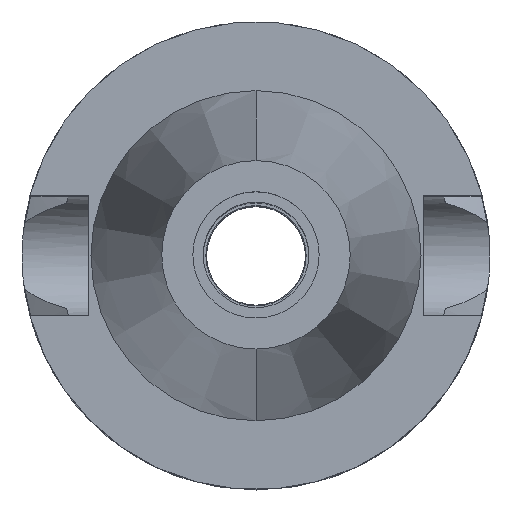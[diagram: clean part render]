
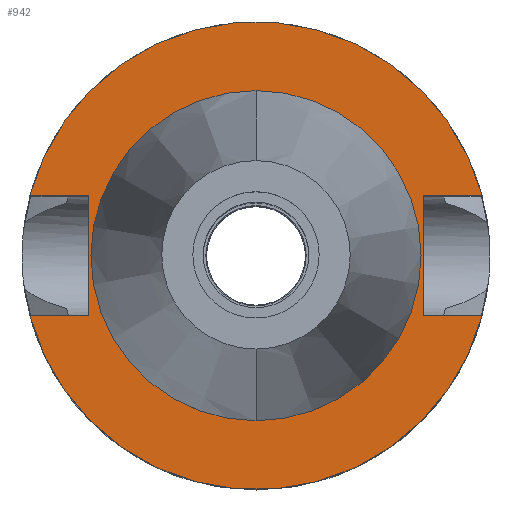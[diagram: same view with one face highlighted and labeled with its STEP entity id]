
A CAD part, top view. The second image highlights one B-rep face of the part: STEP entity #942.
In plain terms, the highlighted planar face has unit normal (0, 0, 1).
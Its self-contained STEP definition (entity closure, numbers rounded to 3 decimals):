
#27 = CIRCLE ( 'NONE', #3086, 31.5 ) ;
#42 = CARTESIAN_POINT ( 'NONE',  ( -22.5, 8.05, -1. ) ) ;
#273 = VERTEX_POINT ( 'NONE', #562 ) ;
#294 = CARTESIAN_POINT ( 'NONE',  ( 0., 0., -1. ) ) ;
#304 = EDGE_CURVE ( 'NONE', #1214, #1317, #2052, .T. ) ;
#470 = ORIENTED_EDGE ( 'NONE', *, *, #2628, .F. ) ;
#528 = EDGE_CURVE ( 'NONE', #1629, #3050, #2591, .T. ) ;
#555 = DIRECTION ( 'NONE',  ( 0., -1., 0. ) ) ;
#562 = CARTESIAN_POINT ( 'NONE',  ( 30.454, 8.05, -1. ) ) ;
#630 = EDGE_LOOP ( 'NONE', ( #1461, #2675, #925, #2793, #2055, #470, #1304, #2342 ) ) ;
#634 = EDGE_CURVE ( 'NONE', #1214, #273, #1714, .T. ) ;
#703 = EDGE_LOOP ( 'NONE', ( #2806, #3064 ) ) ;
#708 = VERTEX_POINT ( 'NONE', #1115 ) ;
#747 = EDGE_CURVE ( 'NONE', #708, #1393, #3023, .T. ) ;
#783 = FACE_OUTER_BOUND ( 'NONE', #630, .T. ) ;
#886 = DIRECTION ( 'NONE',  ( -1., 0., 0. ) ) ;
#901 = CIRCLE ( 'NONE', #1546, 31.5 ) ;
#925 = ORIENTED_EDGE ( 'NONE', *, *, #1909, .F. ) ;
#927 = CARTESIAN_POINT ( 'NONE',  ( -22.5, -8.05, -1. ) ) ;
#942 = ADVANCED_FACE ( 'NONE', ( #783, #1748 ), #1511, .F. ) ;
#971 = VERTEX_POINT ( 'NONE', #1815 ) ;
#1016 = DIRECTION ( 'NONE',  ( 1., 0., 0. ) ) ;
#1100 = CARTESIAN_POINT ( 'NONE',  ( -30.454, -8.05, -1. ) ) ;
#1101 = CARTESIAN_POINT ( 'NONE',  ( -22.5, -8.05, -1. ) ) ;
#1107 = CARTESIAN_POINT ( 'NONE',  ( -22.5, -8.05, -1. ) ) ;
#1115 = CARTESIAN_POINT ( 'NONE',  ( 0., -22.225, -1. ) ) ;
#1204 = AXIS2_PLACEMENT_3D ( 'NONE', #1916, #1664, #1496 ) ;
#1214 = VERTEX_POINT ( 'NONE', #2892 ) ;
#1253 = DIRECTION ( 'NONE',  ( 0., 0., 1. ) ) ;
#1271 = CARTESIAN_POINT ( 'NONE',  ( 0., 0., -1. ) ) ;
#1273 = DIRECTION ( 'NONE',  ( 0., 0., -1. ) ) ;
#1283 = DIRECTION ( 'NONE',  ( -1., 0., 0. ) ) ;
#1304 = ORIENTED_EDGE ( 'NONE', *, *, #1356, .F. ) ;
#1317 = VERTEX_POINT ( 'NONE', #2734 ) ;
#1348 = EDGE_CURVE ( 'NONE', #1877, #3050, #27, .T. ) ;
#1356 = EDGE_CURVE ( 'NONE', #1450, #971, #2433, .T. ) ;
#1393 = VERTEX_POINT ( 'NONE', #1984 ) ;
#1437 = EDGE_CURVE ( 'NONE', #1393, #708, #1912, .T. ) ;
#1450 = VERTEX_POINT ( 'NONE', #42 ) ;
#1461 = ORIENTED_EDGE ( 'NONE', *, *, #528, .T. ) ;
#1496 = DIRECTION ( 'NONE',  ( 0., -1., 0. ) ) ;
#1510 = VECTOR ( 'NONE', #2609, 1000. ) ;
#1511 = PLANE ( 'NONE',  #3135 ) ;
#1522 = CARTESIAN_POINT ( 'NONE',  ( -22.5, 8.05, -1. ) ) ;
#1546 = AXIS2_PLACEMENT_3D ( 'NONE', #3107, #2168, #2850 ) ;
#1606 = DIRECTION ( 'NONE',  ( 0., -1., 0. ) ) ;
#1629 = VERTEX_POINT ( 'NONE', #927 ) ;
#1664 = DIRECTION ( 'NONE',  ( 0., 0., 1. ) ) ;
#1714 = LINE ( 'NONE', #2693, #1752 ) ;
#1748 = FACE_BOUND ( 'NONE', #703, .T. ) ;
#1752 = VECTOR ( 'NONE', #1016, 1000. ) ;
#1815 = CARTESIAN_POINT ( 'NONE',  ( -30.454, 8.05, -1. ) ) ;
#1877 = VERTEX_POINT ( 'NONE', #3005 ) ;
#1909 = EDGE_CURVE ( 'NONE', #1317, #1877, #2020, .T. ) ;
#1912 = CIRCLE ( 'NONE', #2879, 22.225 ) ;
#1916 = CARTESIAN_POINT ( 'NONE',  ( 0., 0., -1. ) ) ;
#1984 = CARTESIAN_POINT ( 'NONE',  ( 0., 22.225, -1. ) ) ;
#2020 = LINE ( 'NONE', #2491, #2882 ) ;
#2052 = LINE ( 'NONE', #3028, #2103 ) ;
#2055 = ORIENTED_EDGE ( 'NONE', *, *, #634, .T. ) ;
#2103 = VECTOR ( 'NONE', #2504, 1000. ) ;
#2126 = EDGE_CURVE ( 'NONE', #1629, #1450, #2556, .T. ) ;
#2150 = VECTOR ( 'NONE', #886, 1000. ) ;
#2168 = DIRECTION ( 'NONE',  ( 0., 0., -1. ) ) ;
#2177 = CARTESIAN_POINT ( 'NONE',  ( 0., 0., -1. ) ) ;
#2219 = DIRECTION ( 'NONE',  ( 0., 1., 0. ) ) ;
#2342 = ORIENTED_EDGE ( 'NONE', *, *, #2126, .F. ) ;
#2433 = LINE ( 'NONE', #1522, #2877 ) ;
#2491 = CARTESIAN_POINT ( 'NONE',  ( 22.5, -8.05, -1. ) ) ;
#2496 = DIRECTION ( 'NONE',  ( 0., 0., -1. ) ) ;
#2504 = DIRECTION ( 'NONE',  ( 0., -1., 0. ) ) ;
#2556 = LINE ( 'NONE', #1107, #1510 ) ;
#2591 = LINE ( 'NONE', #1101, #2150 ) ;
#2609 = DIRECTION ( 'NONE',  ( 0., 1., 0. ) ) ;
#2628 = EDGE_CURVE ( 'NONE', #971, #273, #901, .T. ) ;
#2675 = ORIENTED_EDGE ( 'NONE', *, *, #1348, .F. ) ;
#2693 = CARTESIAN_POINT ( 'NONE',  ( 22.5, 8.05, -1. ) ) ;
#2734 = CARTESIAN_POINT ( 'NONE',  ( 22.5, -8.05, -1. ) ) ;
#2793 = ORIENTED_EDGE ( 'NONE', *, *, #304, .F. ) ;
#2806 = ORIENTED_EDGE ( 'NONE', *, *, #1437, .F. ) ;
#2850 = DIRECTION ( 'NONE',  ( 0., 1., 0. ) ) ;
#2877 = VECTOR ( 'NONE', #1283, 1000. ) ;
#2879 = AXIS2_PLACEMENT_3D ( 'NONE', #1271, #1253, #2219 ) ;
#2882 = VECTOR ( 'NONE', #2977, 1000. ) ;
#2892 = CARTESIAN_POINT ( 'NONE',  ( 22.5, 8.05, -1. ) ) ;
#2977 = DIRECTION ( 'NONE',  ( 1., 0., 0. ) ) ;
#3005 = CARTESIAN_POINT ( 'NONE',  ( 30.454, -8.05, -1. ) ) ;
#3023 = CIRCLE ( 'NONE', #1204, 22.225 ) ;
#3028 = CARTESIAN_POINT ( 'NONE',  ( 22.5, 8.05, -1. ) ) ;
#3050 = VERTEX_POINT ( 'NONE', #1100 ) ;
#3064 = ORIENTED_EDGE ( 'NONE', *, *, #747, .F. ) ;
#3086 = AXIS2_PLACEMENT_3D ( 'NONE', #2177, #2496, #555 ) ;
#3107 = CARTESIAN_POINT ( 'NONE',  ( 0., 0., -1. ) ) ;
#3135 = AXIS2_PLACEMENT_3D ( 'NONE', #294, #1273, #1606 ) ;
